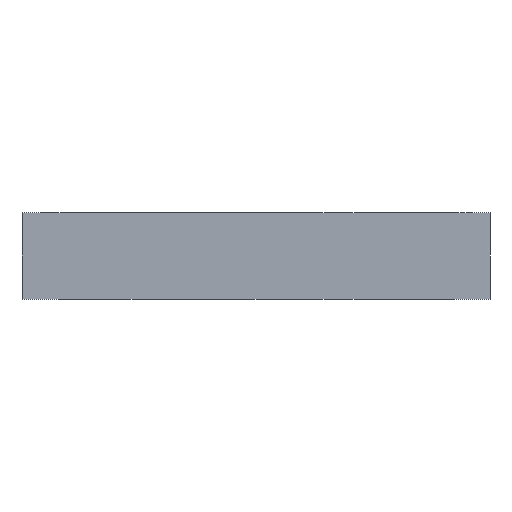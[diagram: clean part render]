
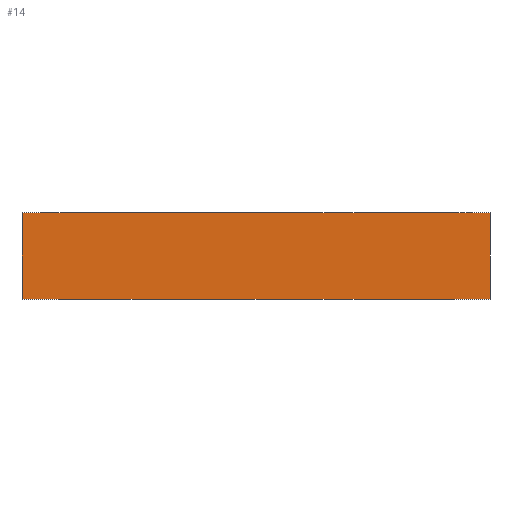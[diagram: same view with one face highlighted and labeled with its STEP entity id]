
A CAD part, front view. The second image highlights one B-rep face of the part: STEP entity #14.
In plain terms, the highlighted planar face has unit normal (0, -1, 0).
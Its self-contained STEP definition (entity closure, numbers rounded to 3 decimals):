
#14 = ADVANCED_FACE ( 'NONE', ( #645 ), #1178, .F. ) ;
#71 = AXIS2_PLACEMENT_3D ( 'NONE', #1150, #1036, #1168 ) ;
#99 = EDGE_CURVE ( 'NONE', #800, #793, #469, .T. ) ;
#100 = EDGE_CURVE ( 'NONE', #802, #793, #345, .T. ) ;
#125 = EDGE_CURVE ( 'NONE', #801, #802, #276, .T. ) ;
#140 = EDGE_CURVE ( 'NONE', #801, #800, #260, .T. ) ;
#240 = VECTOR ( 'NONE', #1010, 1000. ) ;
#260 = LINE ( 'NONE', #968, #274 ) ;
#274 = VECTOR ( 'NONE', #971, 1000. ) ;
#276 = LINE ( 'NONE', #1015, #240 ) ;
#345 = LINE ( 'NONE', #1160, #348 ) ;
#348 = VECTOR ( 'NONE', #1056, 1000. ) ;
#357 = VECTOR ( 'NONE', #1120, 1000. ) ;
#469 = LINE ( 'NONE', #936, #357 ) ;
#484 = EDGE_LOOP ( 'NONE', ( #584, #586, #597, #588 ) ) ;
#584 = ORIENTED_EDGE ( 'NONE', *, *, #100, .T. ) ;
#586 = ORIENTED_EDGE ( 'NONE', *, *, #99, .F. ) ;
#588 = ORIENTED_EDGE ( 'NONE', *, *, #125, .T. ) ;
#597 = ORIENTED_EDGE ( 'NONE', *, *, #140, .F. ) ;
#645 = FACE_OUTER_BOUND ( 'NONE', #484, .T. ) ;
#748 = CARTESIAN_POINT ( 'NONE',  ( 65., 0., 0. ) ) ;
#793 = VERTEX_POINT ( 'NONE', #748 ) ;
#800 = VERTEX_POINT ( 'NONE', #906 ) ;
#801 = VERTEX_POINT ( 'NONE', #905 ) ;
#802 = VERTEX_POINT ( 'NONE', #853 ) ;
#853 = CARTESIAN_POINT ( 'NONE',  ( 0., 0., 0. ) ) ;
#905 = CARTESIAN_POINT ( 'NONE',  ( 0., 0., 12. ) ) ;
#906 = CARTESIAN_POINT ( 'NONE',  ( 65., 0., 12. ) ) ;
#936 = CARTESIAN_POINT ( 'NONE',  ( 65., 0., 12. ) ) ;
#968 = CARTESIAN_POINT ( 'NONE',  ( 0., 0., 12. ) ) ;
#971 = DIRECTION ( 'NONE',  ( 1., 0., 0. ) ) ;
#1010 = DIRECTION ( 'NONE',  ( 0., 0., -1. ) ) ;
#1015 = CARTESIAN_POINT ( 'NONE',  ( 0., 0., 12. ) ) ;
#1036 = DIRECTION ( 'NONE',  ( 0., 1., 0. ) ) ;
#1056 = DIRECTION ( 'NONE',  ( 1., 0., 0. ) ) ;
#1120 = DIRECTION ( 'NONE',  ( 0., 0., -1. ) ) ;
#1150 = CARTESIAN_POINT ( 'NONE',  ( 0., 0., 12. ) ) ;
#1160 = CARTESIAN_POINT ( 'NONE',  ( 0., 0., 0. ) ) ;
#1168 = DIRECTION ( 'NONE',  ( 0., 0., 1. ) ) ;
#1178 = PLANE ( 'NONE',  #71 ) ;
